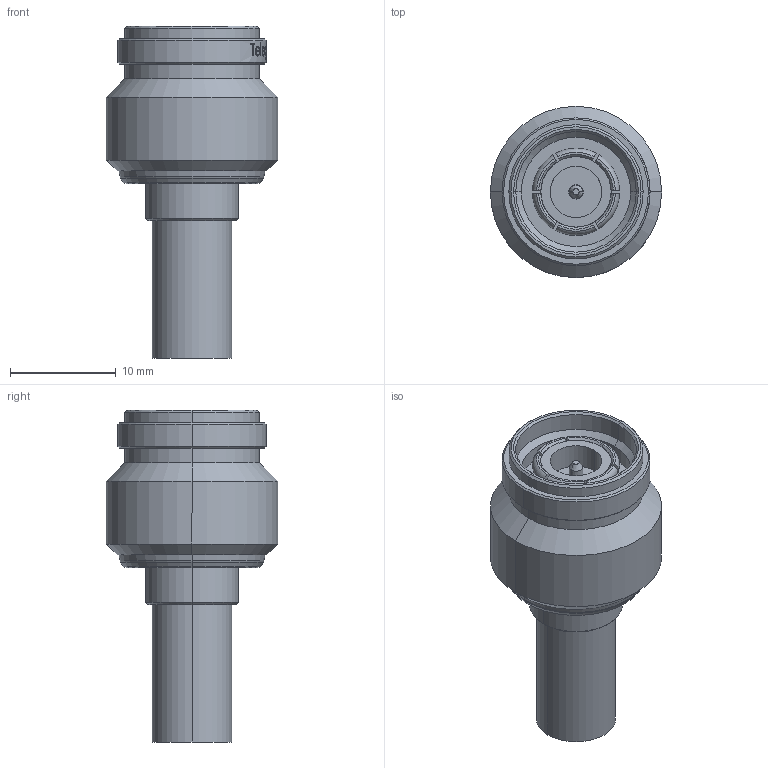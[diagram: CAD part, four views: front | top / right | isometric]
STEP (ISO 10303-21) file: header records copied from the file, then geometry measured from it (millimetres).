
FILE_DESCRIPTION (( 'STEP AP214' ), '1' );
FILE_NAME ('J01010A0035.STEP', '2018-11-13T09:50:04', ( '' ), ( '' ), 'SwSTEP 2.0', 'SolidWorks 2017', '' );
FILE_SCHEMA (( 'AUTOMOTIVE_DESIGN' ));
Length unit declared in the file: millimetre
Products named in the file (1): J01010A0035
Bounding box: 16.2 x 16.2 x 31.4 mm (x, y, z)
Volume: 2771.3 mm3; surface area: 2072.1 mm2
Topology: 1 solids, 1 shells, 279 faces, 693 edges, 450 vertices
Faces by surface type: plane 90, bspline 83, cylinder 60, cone 38, torus 8
Entity records: 16856 total; most frequent: CARTESIAN_POINT 7827, ORIENTED_EDGE 1386, DIRECTION 976, EDGE_CURVE 693, VERTEX_POINT 450, AXIS2_PLACEMENT_3D 381, EDGE_LOOP 313, B_SPLINE_CURVE_WITH_KNOTS 295
